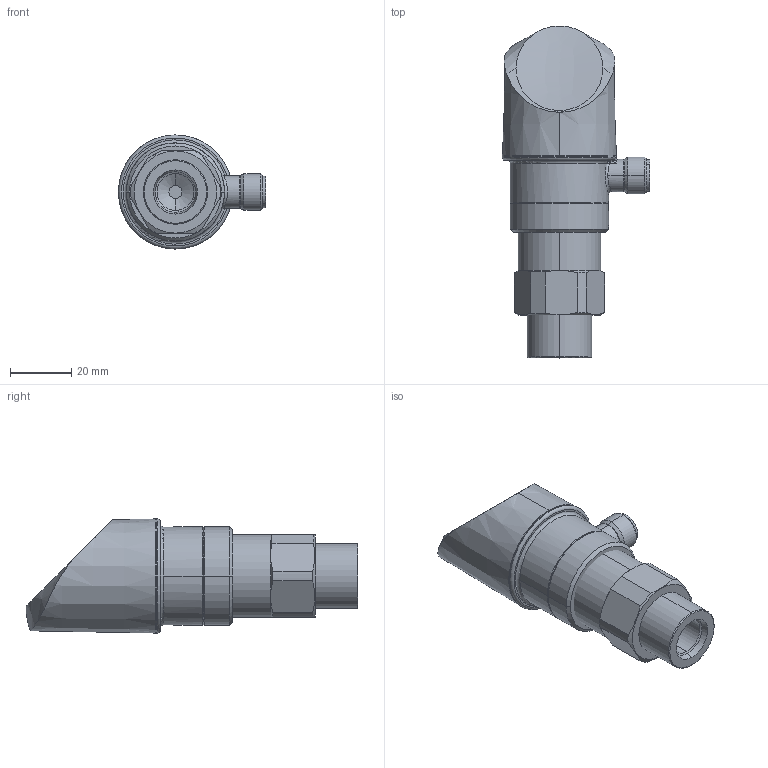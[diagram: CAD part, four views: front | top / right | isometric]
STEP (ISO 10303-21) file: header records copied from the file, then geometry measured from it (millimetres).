
FILE_DESCRIPTION (( 'STEP AP214' ), '1' );
FILE_NAME ('8381.XX.XX.10.32.STEP', '2017-06-27T07:36:45', ( 'upgadmin' ), ( 'Hewlett-Packard Company' ), 'SwSTEP 2.0', 'SolidWorks 2016', '' );
FILE_SCHEMA (( 'AUTOMOTIVE_DESIGN' ));
Length unit declared in the file: millimetre
Products named in the file (5): C29616_10; 8381.XX.XX.10.32; Display-4Pol
Assembly tree (2 placements, depth 2):
  C29616_10
  8381.XX.XX.10.32
    C29616_10
    Display-4Pol
  Display-4Pol
Bounding box: 48 x 108.24 x 37.2 mm (x, y, z)
Volume: 71907 mm3; surface area: 15468 mm2
Topology: 2 solids, 2 shells, 147 faces, 336 edges, 199 vertices
Faces by surface type: cylinder 45, cone 34, plane 29, torus 20, bspline 17, sphere 2
Entity records: 7538 total; most frequent: CARTESIAN_POINT 3463, DIRECTION 687, ORIENTED_EDGE 664, EDGE_CURVE 332, AXIS2_PLACEMENT_3D 297, VERTEX_POINT 199, CIRCLE 161, EDGE_LOOP 159
